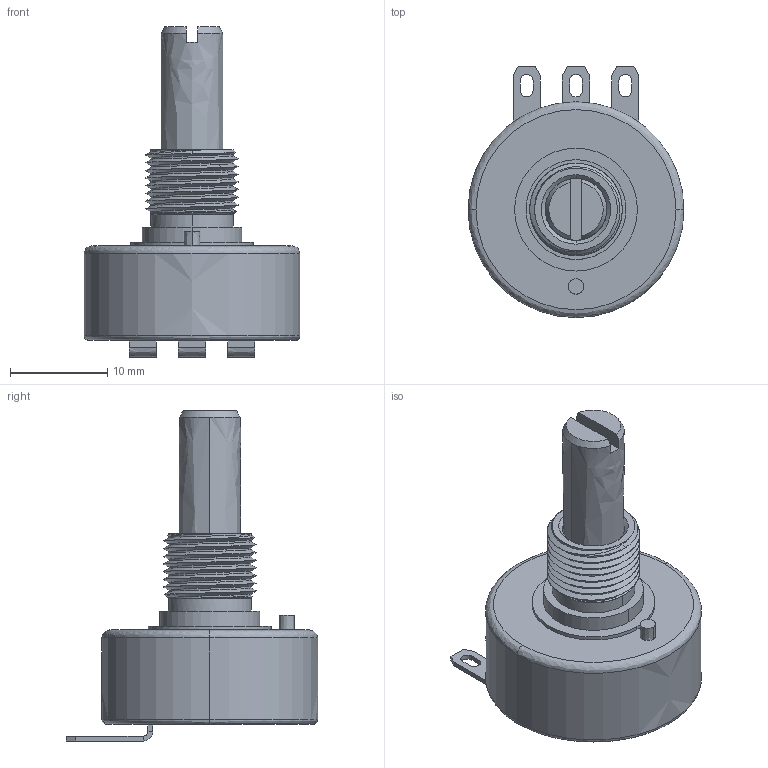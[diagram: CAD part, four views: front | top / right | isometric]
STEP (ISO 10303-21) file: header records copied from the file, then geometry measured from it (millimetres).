
FILE_DESCRIPTION((''),'2;1');
FILE_NAME('6630-R','2007-07-03T',('rickb'),('Bourns, Inc.'),'PRO/ENGINEER BY PARAMETRIC TECHNOLOGY CORPORATION, 2001200','PRO/ENGINEER BY PARAMETRIC TECHNOLOGY CORPORATION, 2001200','');
FILE_SCHEMA(('AUTOMOTIVE_DESIGN_CC2 { 1 2 10303 214 -1 1 5 2 }'));
Length unit declared in the file: inch
Products named in the file (1): 6630-R
Bounding box: 22.23 x 25.89 x 33.99 mm (x, y, z)
Volume: 4853.8 mm3; surface area: 2686.9 mm2
Topology: 1 solids, 1 shells, 545 faces, 1486 edges, 974 vertices
Faces by surface type: bspline 545
Entity records: 27374 total; most frequent: CARTESIAN_POINT 10255, ORIENTED_EDGE 2972, DIRECTION 1674, PRESENTATION_STYLE_ASSIGNMENT 1529, STYLED_ITEM 1487, CURVE_STYLE 1486, EDGE_CURVE 1486, VECTOR 1172
